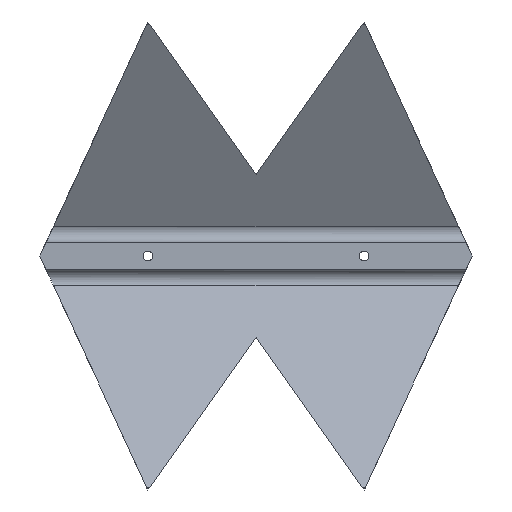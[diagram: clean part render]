
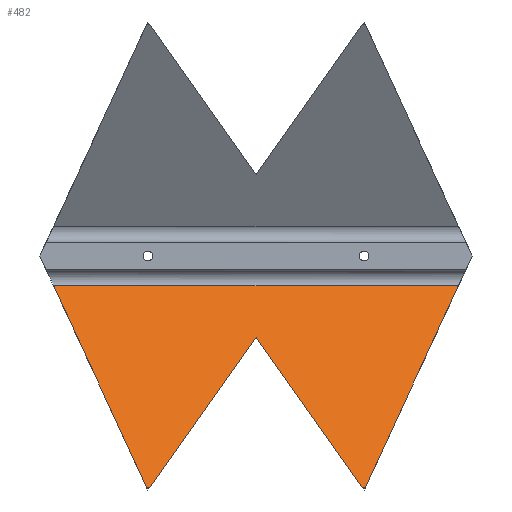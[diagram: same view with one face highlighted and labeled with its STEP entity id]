
A CAD part, left-side view. The second image highlights one B-rep face of the part: STEP entity #482.
In plain terms, the highlighted planar face has unit normal (-0.866, 0, 0.5).
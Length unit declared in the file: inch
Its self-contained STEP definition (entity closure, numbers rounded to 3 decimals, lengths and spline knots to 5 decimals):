
#54=FACE_OUTER_BOUND('',#81,.T.);
#81=EDGE_LOOP('',(#385,#386,#387,#388,#389,#390,#391));
#103=LINE('',#705,#156);
#113=LINE('',#729,#166);
#119=LINE('',#740,#172);
#130=LINE('',#764,#183);
#140=LINE('',#785,#193);
#141=LINE('',#787,#194);
#144=LINE('',#792,#197);
#156=VECTOR('',#563,0.3937);
#166=VECTOR('',#579,0.3937);
#172=VECTOR('',#587,0.3937);
#183=VECTOR('',#608,0.3937);
#193=VECTOR('',#632,0.3937);
#194=VECTOR('',#635,0.3937);
#197=VECTOR('',#642,0.3937);
#210=VERTEX_POINT('',#702);
#211=VERTEX_POINT('',#704);
#221=VERTEX_POINT('',#727);
#222=VERTEX_POINT('',#728);
#225=VERTEX_POINT('',#737);
#226=VERTEX_POINT('',#739);
#234=VERTEX_POINT('',#763);
#252=EDGE_CURVE('',#210,#211,#103,.T.);
#263=EDGE_CURVE('',#221,#222,#113,.T.);
#269=EDGE_CURVE('',#225,#226,#119,.T.);
#282=EDGE_CURVE('',#234,#221,#130,.T.);
#294=EDGE_CURVE('',#222,#225,#140,.T.);
#295=EDGE_CURVE('',#211,#234,#141,.T.);
#298=EDGE_CURVE('',#210,#226,#144,.T.);
#385=ORIENTED_EDGE('',*,*,#252,.F.);
#386=ORIENTED_EDGE('',*,*,#298,.T.);
#387=ORIENTED_EDGE('',*,*,#269,.F.);
#388=ORIENTED_EDGE('',*,*,#294,.F.);
#389=ORIENTED_EDGE('',*,*,#263,.F.);
#390=ORIENTED_EDGE('',*,*,#282,.F.);
#391=ORIENTED_EDGE('',*,*,#295,.F.);
#461=PLANE('',#529);
#482=ADVANCED_FACE('',(#54),#461,.F.);
#529=AXIS2_PLACEMENT_3D('',#791,#640,#641);
#563=DIRECTION('',(-0.464,0.371,-0.804));
#579=DIRECTION('',(-0.426,0.522,-0.739));
#587=DIRECTION('',(0.464,0.371,0.804));
#608=DIRECTION('',(0.426,0.522,0.739));
#632=DIRECTION('',(0.,1.,0.));
#635=DIRECTION('',(0.,1.,0.));
#640=DIRECTION('center_axis',(0.866,0.,-0.5));
#641=DIRECTION('ref_axis',(-0.5,0.,-0.866));
#642=DIRECTION('',(0.,1.,0.));
#702=CARTESIAN_POINT('',(3.60844,0.25403,-0.55));
#704=CARTESIAN_POINT('',(1.45485,1.97691,-4.28013));
#705=CARTESIAN_POINT('',(2.89564,0.82428,-1.78461));
#727=CARTESIAN_POINT('',(3.05996,4.,-1.5));
#728=CARTESIAN_POINT('',(1.45485,5.96467,-4.28013));
#729=CARTESIAN_POINT('',(3.1886,3.84254,-1.27718));
#737=CARTESIAN_POINT('',(1.45485,6.02309,-4.28013));
#739=CARTESIAN_POINT('',(3.60844,7.74597,-0.55));
#740=CARTESIAN_POINT('',(3.18658,7.40848,-1.28067));
#763=CARTESIAN_POINT('',(1.45485,2.03533,-4.28013));
#764=CARTESIAN_POINT('',(2.96652,3.88563,-1.66184));
#785=CARTESIAN_POINT('',(1.45485,0.,-4.28013));
#787=CARTESIAN_POINT('',(1.45485,0.,-4.28013));
#791=CARTESIAN_POINT('Origin',(3.78164,0.,-0.25));
#792=CARTESIAN_POINT('',(3.60844,0.,-0.55));
